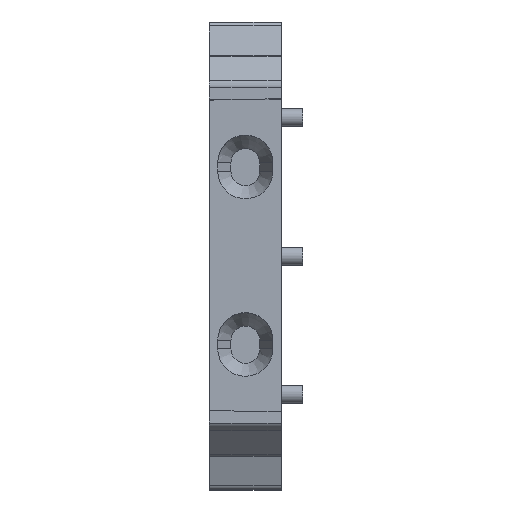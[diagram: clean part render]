
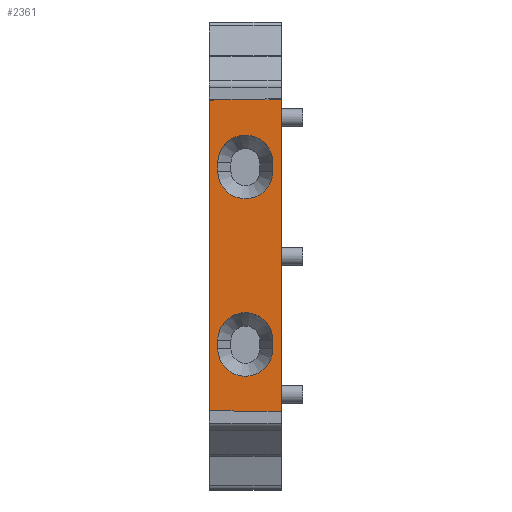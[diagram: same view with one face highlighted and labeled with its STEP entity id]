
A CAD part, top view. The second image highlights one B-rep face of the part: STEP entity #2361.
In plain terms, the highlighted planar face has unit normal (0, 0, 1).
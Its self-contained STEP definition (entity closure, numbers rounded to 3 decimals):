
#2234=AXIS2_PLACEMENT_3D('Plane Axis2P3D',#2231,#2232,#2233) ;
#2263=AXIS2_PLACEMENT_3D('Circle Axis2P3D',#2261,#2262,$) ;
#2279=AXIS2_PLACEMENT_3D('Circle Axis2P3D',#2277,#2278,$) ;
#2286=AXIS2_PLACEMENT_3D('Circle Axis2P3D',#2284,#2285,$) ;
#2300=AXIS2_PLACEMENT_3D('Circle Axis2P3D',#2298,#2299,$) ;
#2313=AXIS2_PLACEMENT_3D('Circle Axis2P3D',#2311,#2312,$) ;
#2322=AXIS2_PLACEMENT_3D('Circle Axis2P3D',#2320,#2321,$) ;
#2336=AXIS2_PLACEMENT_3D('Circle Axis2P3D',#2334,#2335,$) ;
#2343=AXIS2_PLACEMENT_3D('Circle Axis2P3D',#2341,#2342,$) ;
#2132=CARTESIAN_POINT('Vertex',(6.,32.526,51.4)) ;
#2200=CARTESIAN_POINT('Vertex',(0.,32.474,51.4)) ;
#2203=CARTESIAN_POINT('Line Origine',(3.,32.5,51.4)) ;
#2231=CARTESIAN_POINT('Axis2P3D Location',(6.,6.474,51.4)) ;
#2236=CARTESIAN_POINT('Line Origine',(0.,19.5,51.4)) ;
#2240=CARTESIAN_POINT('Vertex',(0.,6.526,51.4)) ;
#2243=CARTESIAN_POINT('Line Origine',(3.,6.5,51.4)) ;
#2247=CARTESIAN_POINT('Vertex',(6.,6.474,51.4)) ;
#2250=CARTESIAN_POINT('Line Origine',(6.,19.5,51.4)) ;
#2261=CARTESIAN_POINT('Axis2P3D Location',(3.,11.75,51.4)) ;
#2265=CARTESIAN_POINT('Vertex',(3.,9.45,51.4)) ;
#2267=CARTESIAN_POINT('Vertex',(0.7,11.75,51.4)) ;
#2270=CARTESIAN_POINT('Line Origine',(0.7,12.1,51.4)) ;
#2274=CARTESIAN_POINT('Vertex',(0.7,12.45,51.4)) ;
#2277=CARTESIAN_POINT('Axis2P3D Location',(3.,12.45,51.4)) ;
#2281=CARTESIAN_POINT('Vertex',(3.,14.75,51.4)) ;
#2284=CARTESIAN_POINT('Axis2P3D Location',(3.,12.45,51.4)) ;
#2288=CARTESIAN_POINT('Vertex',(5.3,12.45,51.4)) ;
#2291=CARTESIAN_POINT('Line Origine',(5.3,12.1,51.4)) ;
#2295=CARTESIAN_POINT('Vertex',(5.3,11.75,51.4)) ;
#2298=CARTESIAN_POINT('Axis2P3D Location',(3.,11.75,51.4)) ;
#2311=CARTESIAN_POINT('Axis2P3D Location',(3.,26.55,51.4)) ;
#2315=CARTESIAN_POINT('Vertex',(3.,24.25,51.4)) ;
#2317=CARTESIAN_POINT('Vertex',(5.3,26.55,51.4)) ;
#2320=CARTESIAN_POINT('Axis2P3D Location',(3.,26.55,51.4)) ;
#2324=CARTESIAN_POINT('Vertex',(0.7,26.55,51.4)) ;
#2327=CARTESIAN_POINT('Line Origine',(0.7,26.9,51.4)) ;
#2331=CARTESIAN_POINT('Vertex',(0.7,27.25,51.4)) ;
#2334=CARTESIAN_POINT('Axis2P3D Location',(3.,27.25,51.4)) ;
#2338=CARTESIAN_POINT('Vertex',(3.,29.55,51.4)) ;
#2341=CARTESIAN_POINT('Axis2P3D Location',(3.,27.25,51.4)) ;
#2345=CARTESIAN_POINT('Vertex',(5.3,27.25,51.4)) ;
#2348=CARTESIAN_POINT('Line Origine',(5.3,26.9,51.4)) ;
#2204=DIRECTION('Vector Direction',(-1.,-0.009,0.)) ;
#2232=DIRECTION('Axis2P3D Direction',(0.,0.,1.)) ;
#2233=DIRECTION('Axis2P3D XDirection',(0.,1.,0.)) ;
#2237=DIRECTION('Vector Direction',(0.,-1.,0.)) ;
#2244=DIRECTION('Vector Direction',(-1.,0.009,0.)) ;
#2251=DIRECTION('Vector Direction',(0.,1.,0.)) ;
#2262=DIRECTION('Axis2P3D Direction',(0.,0.,1.)) ;
#2271=DIRECTION('Vector Direction',(0.,1.,0.)) ;
#2278=DIRECTION('Axis2P3D Direction',(0.,0.,1.)) ;
#2285=DIRECTION('Axis2P3D Direction',(0.,0.,1.)) ;
#2292=DIRECTION('Vector Direction',(0.,-1.,0.)) ;
#2299=DIRECTION('Axis2P3D Direction',(0.,0.,1.)) ;
#2312=DIRECTION('Axis2P3D Direction',(0.,0.,1.)) ;
#2321=DIRECTION('Axis2P3D Direction',(0.,0.,1.)) ;
#2328=DIRECTION('Vector Direction',(0.,1.,0.)) ;
#2335=DIRECTION('Axis2P3D Direction',(0.,0.,1.)) ;
#2342=DIRECTION('Axis2P3D Direction',(0.,0.,1.)) ;
#2349=DIRECTION('Vector Direction',(0.,-1.,0.)) ;
#2205=VECTOR('Line Direction',#2204,1.) ;
#2238=VECTOR('Line Direction',#2237,1.) ;
#2245=VECTOR('Line Direction',#2244,1.) ;
#2252=VECTOR('Line Direction',#2251,1.) ;
#2272=VECTOR('Line Direction',#2271,1.) ;
#2293=VECTOR('Line Direction',#2292,1.) ;
#2329=VECTOR('Line Direction',#2328,1.) ;
#2350=VECTOR('Line Direction',#2349,1.) ;
#2256=ORIENTED_EDGE('',*,*,#2207,.T.) ;
#2257=ORIENTED_EDGE('',*,*,#2242,.T.) ;
#2258=ORIENTED_EDGE('',*,*,#2249,.T.) ;
#2259=ORIENTED_EDGE('',*,*,#2254,.F.) ;
#2304=ORIENTED_EDGE('',*,*,#2269,.T.) ;
#2305=ORIENTED_EDGE('',*,*,#2276,.T.) ;
#2306=ORIENTED_EDGE('',*,*,#2283,.F.) ;
#2307=ORIENTED_EDGE('',*,*,#2290,.T.) ;
#2308=ORIENTED_EDGE('',*,*,#2297,.F.) ;
#2309=ORIENTED_EDGE('',*,*,#2302,.F.) ;
#2354=ORIENTED_EDGE('',*,*,#2319,.F.) ;
#2355=ORIENTED_EDGE('',*,*,#2326,.T.) ;
#2356=ORIENTED_EDGE('',*,*,#2333,.F.) ;
#2357=ORIENTED_EDGE('',*,*,#2340,.F.) ;
#2358=ORIENTED_EDGE('',*,*,#2347,.T.) ;
#2359=ORIENTED_EDGE('',*,*,#2352,.T.) ;
#2310=FACE_BOUND('',#2303,.T.) ;
#2360=FACE_BOUND('',#2353,.T.) ;
#2361=ADVANCED_FACE('Hauptk\X2\00F6\X0\rper',(#2260,#2310,#2360),#2235,.T.) ;
#2264=CIRCLE('generated circle',#2263,2.3) ;
#2280=CIRCLE('generated circle',#2279,2.3) ;
#2287=CIRCLE('generated circle',#2286,2.3) ;
#2301=CIRCLE('generated circle',#2300,2.3) ;
#2314=CIRCLE('generated circle',#2313,2.3) ;
#2323=CIRCLE('generated circle',#2322,2.3) ;
#2337=CIRCLE('generated circle',#2336,2.3) ;
#2344=CIRCLE('generated circle',#2343,2.3) ;
#2207=EDGE_CURVE('',#2133,#2201,#2206,.T.) ;
#2242=EDGE_CURVE('',#2201,#2241,#2239,.T.) ;
#2249=EDGE_CURVE('',#2241,#2248,#2246,.F.) ;
#2254=EDGE_CURVE('',#2133,#2248,#2253,.F.) ;
#2269=EDGE_CURVE('',#2266,#2268,#2264,.F.) ;
#2276=EDGE_CURVE('',#2268,#2275,#2273,.T.) ;
#2283=EDGE_CURVE('',#2282,#2275,#2280,.T.) ;
#2290=EDGE_CURVE('',#2282,#2289,#2287,.F.) ;
#2297=EDGE_CURVE('',#2296,#2289,#2294,.F.) ;
#2302=EDGE_CURVE('',#2266,#2296,#2301,.T.) ;
#2319=EDGE_CURVE('',#2316,#2318,#2314,.T.) ;
#2326=EDGE_CURVE('',#2316,#2325,#2323,.F.) ;
#2333=EDGE_CURVE('',#2332,#2325,#2330,.F.) ;
#2340=EDGE_CURVE('',#2339,#2332,#2337,.T.) ;
#2347=EDGE_CURVE('',#2339,#2346,#2344,.F.) ;
#2352=EDGE_CURVE('',#2346,#2318,#2351,.T.) ;
#2255=EDGE_LOOP('',(#2256,#2257,#2258,#2259)) ;
#2303=EDGE_LOOP('',(#2304,#2305,#2306,#2307,#2308,#2309)) ;
#2353=EDGE_LOOP('',(#2354,#2355,#2356,#2357,#2358,#2359)) ;
#2260=FACE_OUTER_BOUND('',#2255,.T.) ;
#2206=LINE('Line',#2203,#2205) ;
#2239=LINE('Line',#2236,#2238) ;
#2246=LINE('Line',#2243,#2245) ;
#2253=LINE('Line',#2250,#2252) ;
#2273=LINE('Line',#2270,#2272) ;
#2294=LINE('Line',#2291,#2293) ;
#2330=LINE('Line',#2327,#2329) ;
#2351=LINE('Line',#2348,#2350) ;
#2235=PLANE('',#2234) ;
#2133=VERTEX_POINT('',#2132) ;
#2201=VERTEX_POINT('',#2200) ;
#2241=VERTEX_POINT('',#2240) ;
#2248=VERTEX_POINT('',#2247) ;
#2266=VERTEX_POINT('',#2265) ;
#2268=VERTEX_POINT('',#2267) ;
#2275=VERTEX_POINT('',#2274) ;
#2282=VERTEX_POINT('',#2281) ;
#2289=VERTEX_POINT('',#2288) ;
#2296=VERTEX_POINT('',#2295) ;
#2316=VERTEX_POINT('',#2315) ;
#2318=VERTEX_POINT('',#2317) ;
#2325=VERTEX_POINT('',#2324) ;
#2332=VERTEX_POINT('',#2331) ;
#2339=VERTEX_POINT('',#2338) ;
#2346=VERTEX_POINT('',#2345) ;
